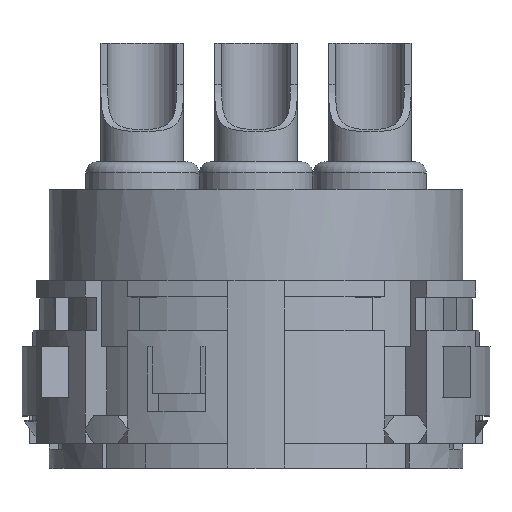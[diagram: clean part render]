
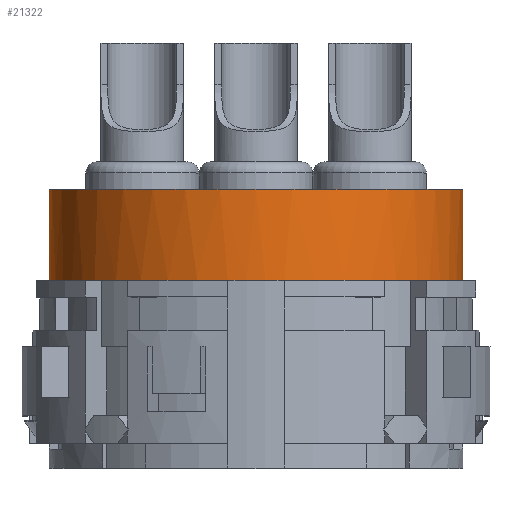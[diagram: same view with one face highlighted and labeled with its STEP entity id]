
A CAD part, top view. The second image highlights one B-rep face of the part: STEP entity #21322.
In plain terms, the highlighted cylindrical face has radius 7.5 mm (diameter 15 mm), a partial arc.
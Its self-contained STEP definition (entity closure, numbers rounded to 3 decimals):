
#1021=CARTESIAN_POINT('',(0.,6.8,0.));
#1022=DIRECTION('',(0.,1.,0.));
#1023=DIRECTION('',(0.137,0.,0.991));
#1024=AXIS2_PLACEMENT_3D('',#1021,#1022,#1023);
#1039=CARTESIAN_POINT('',(0.,6.8,0.));
#1040=DIRECTION('',(0.,1.,0.));
#1041=DIRECTION('',(0.93,0.,0.368));
#1042=AXIS2_PLACEMENT_3D('',#1039,#1040,#1041);
#1049=CARTESIAN_POINT('',(0.,6.8,0.));
#1050=DIRECTION('',(0.,1.,0.));
#1051=DIRECTION('',(-1.,0.,0.));
#1052=AXIS2_PLACEMENT_3D('',#1049,#1050,#1051);
#1067=CARTESIAN_POINT('',(0.,6.8,0.));
#1068=DIRECTION('',(0.,1.,0.));
#1069=DIRECTION('',(-0.779,0.,0.627));
#1070=AXIS2_PLACEMENT_3D('',#1067,#1068,#1069);
#1404=CARTESIAN_POINT('',(0.,6.8,0.));
#1405=DIRECTION('',(0.,1.,0.));
#1406=DIRECTION('',(0.779,0.,0.627));
#1407=AXIS2_PLACEMENT_3D('',#1404,#1405,#1406);
#1409=CARTESIAN_POINT('',(0.,6.8,0.));
#1410=DIRECTION('',(0.,1.,0.));
#1411=DIRECTION('',(-0.137,0.,0.991));
#1412=AXIS2_PLACEMENT_3D('',#1409,#1410,#1411);
#1414=CARTESIAN_POINT('',(0.,6.8,0.));
#1415=DIRECTION('',(0.,1.,0.));
#1416=DIRECTION('',(-0.93,0.,0.368));
#1417=AXIS2_PLACEMENT_3D('',#1414,#1415,#1416);
#1419=DIRECTION('',(0.,1.,0.));
#1420=VECTOR('',#1419,3.3);
#1421=CARTESIAN_POINT('',(-7.5,6.8,0.));
#1422=LINE('',#1421,#1420);
#1604=DIRECTION('',(0.,1.,0.));
#1605=VECTOR('',#1604,3.3);
#1606=CARTESIAN_POINT('',(7.5,6.8,0.));
#1607=LINE('',#1606,#1605);
#1608=CARTESIAN_POINT('',(0.,10.1,0.));
#1609=DIRECTION('',(0.,1.,0.));
#1610=DIRECTION('',(-1.,0.,0.));
#1611=AXIS2_PLACEMENT_3D('',#1608,#1609,#1610);
#17007=CARTESIAN_POINT('',(-7.5,10.1,0.));
#17008=CARTESIAN_POINT('',(7.5,10.1,0.));
#17009=VERTEX_POINT('',#17007);
#17010=VERTEX_POINT('',#17008);
#17011=CARTESIAN_POINT('',(7.5,6.8,0.));
#17012=CARTESIAN_POINT('',(-7.5,6.8,0.));
#17013=VERTEX_POINT('',#17011);
#17014=VERTEX_POINT('',#17012);
#17230=CARTESIAN_POINT('',(-1.025,6.8,7.43));
#17232=VERTEX_POINT('',#17230);
#17233=CARTESIAN_POINT('',(1.025,6.8,7.43));
#17235=VERTEX_POINT('',#17233);
#17294=CARTESIAN_POINT('',(-6.975,6.8,2.757));
#17296=VERTEX_POINT('',#17294);
#17307=CARTESIAN_POINT('',(-5.843,6.8,4.702));
#17309=VERTEX_POINT('',#17307);
#17341=CARTESIAN_POINT('',(6.975,6.8,2.757));
#17343=VERTEX_POINT('',#17341);
#17380=CARTESIAN_POINT('',(5.843,6.8,4.702));
#17382=VERTEX_POINT('',#17380);
#21300=CARTESIAN_POINT('',(0.,6.8,0.));
#21301=DIRECTION('',(0.,1.,0.));
#21302=DIRECTION('',(-1.,0.,0.));
#21303=AXIS2_PLACEMENT_3D('',#21300,#21301,#21302);
#21304=CYLINDRICAL_SURFACE('',#21303,7.5);
#21306=ORIENTED_EDGE('',*,*,#21305,.F.);
#21307=ORIENTED_EDGE('',*,*,#20811,.F.);
#21308=ORIENTED_EDGE('',*,*,#21292,.F.);
#21309=ORIENTED_EDGE('',*,*,#20831,.F.);
#21311=ORIENTED_EDGE('',*,*,#21310,.F.);
#21312=ORIENTED_EDGE('',*,*,#20823,.F.);
#21314=ORIENTED_EDGE('',*,*,#21313,.T.);
#21316=ORIENTED_EDGE('',*,*,#21315,.T.);
#21318=ORIENTED_EDGE('',*,*,#21317,.F.);
#21319=ORIENTED_EDGE('',*,*,#20819,.F.);
#21320=EDGE_LOOP('',(#21306,#21307,#21308,#21309,#21311,#21312,#21314,#21316,
#21318,#21319));
#21321=FACE_OUTER_BOUND('',#21320,.F.);
#1025=CIRCLE('',#1024,7.5);
#1043=CIRCLE('',#1042,7.5);
#1053=CIRCLE('',#1052,7.5);
#1071=CIRCLE('',#1070,7.5);
#1408=CIRCLE('',#1407,7.5);
#1413=CIRCLE('',#1412,7.5);
#1418=CIRCLE('',#1417,7.5);
#1612=CIRCLE('',#1611,7.5);
#20811=EDGE_CURVE('',#17235,#17382,#1025,.T.);
#20819=EDGE_CURVE('',#17343,#17013,#1043,.T.);
#20823=EDGE_CURVE('',#17014,#17296,#1053,.T.);
#20831=EDGE_CURVE('',#17309,#17232,#1071,.T.);
#21292=EDGE_CURVE('',#17232,#17235,#1413,.T.);
#21305=EDGE_CURVE('',#17382,#17343,#1408,.T.);
#21310=EDGE_CURVE('',#17296,#17309,#1418,.T.);
#21313=EDGE_CURVE('',#17014,#17009,#1422,.T.);
#21315=EDGE_CURVE('',#17009,#17010,#1612,.T.);
#21317=EDGE_CURVE('',#17013,#17010,#1607,.T.);
#21322=ADVANCED_FACE('',(#21321),#21304,.T.);
